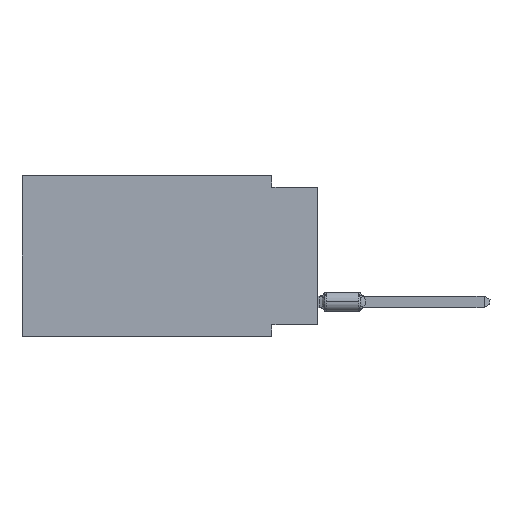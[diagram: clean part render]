
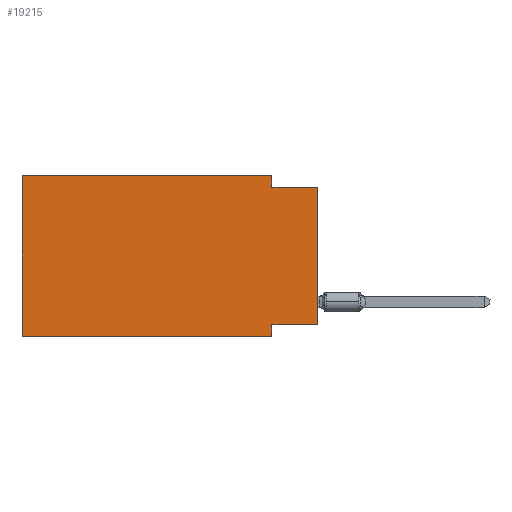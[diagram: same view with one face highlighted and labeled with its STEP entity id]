
A CAD part, left-side view. The second image highlights one B-rep face of the part: STEP entity #19215.
In plain terms, the highlighted planar face has unit normal (-1, 0, 0).
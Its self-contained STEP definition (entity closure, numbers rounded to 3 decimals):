
#82 = DIRECTION ( 'NONE',  ( 0., 0., -1. ) ) ;
#721 = ORIENTED_EDGE ( 'NONE', *, *, #6352, .F. ) ;
#891 = ORIENTED_EDGE ( 'NONE', *, *, #8966, .T. ) ;
#938 = DIRECTION ( 'NONE',  ( 0., 0., 1. ) ) ;
#1306 = EDGE_LOOP ( 'NONE', ( #7612, #29727, #1692, #19090, #5881, #891, #721, #26087 ) ) ;
#1692 = ORIENTED_EDGE ( 'NONE', *, *, #26749, .F. ) ;
#2536 = VERTEX_POINT ( 'NONE', #3502 ) ;
#3076 = DIRECTION ( 'NONE',  ( 0., 1., 0. ) ) ;
#3354 = CARTESIAN_POINT ( 'NONE',  ( 0., 16.383, 0. ) ) ;
#3502 = CARTESIAN_POINT ( 'NONE',  ( 0., 0., -0.635 ) ) ;
#3832 = LINE ( 'NONE', #17185, #11981 ) ;
#4215 = VECTOR ( 'NONE', #18989, 1000. ) ;
#4239 = DIRECTION ( 'NONE',  ( 0., 0., -1. ) ) ;
#4475 = CARTESIAN_POINT ( 'NONE',  ( 0., 16.383, 0. ) ) ;
#5168 = CARTESIAN_POINT ( 'NONE',  ( 0., 2.54, 0. ) ) ;
#5262 = VECTOR ( 'NONE', #938, 1000. ) ;
#5881 = ORIENTED_EDGE ( 'NONE', *, *, #29227, .F. ) ;
#6352 = EDGE_CURVE ( 'NONE', #13485, #29195, #16280, .T. ) ;
#6446 = LINE ( 'NONE', #4475, #19221 ) ;
#6525 = LINE ( 'NONE', #15784, #26164 ) ;
#6885 = EDGE_CURVE ( 'NONE', #16423, #16955, #6446, .T. ) ;
#7296 = VECTOR ( 'NONE', #3076, 1000. ) ;
#7449 = LINE ( 'NONE', #23831, #7296 ) ;
#7612 = ORIENTED_EDGE ( 'NONE', *, *, #12726, .T. ) ;
#7900 = CARTESIAN_POINT ( 'NONE',  ( 0., 2.54, -8.89 ) ) ;
#8455 = CARTESIAN_POINT ( 'NONE',  ( 0., 16.383, 0. ) ) ;
#8518 = VECTOR ( 'NONE', #82, 1000. ) ;
#8600 = PLANE ( 'NONE',  #25114 ) ;
#8966 = EDGE_CURVE ( 'NONE', #18390, #29195, #3832, .T. ) ;
#11192 = DIRECTION ( 'NONE',  ( 0., 0., -1. ) ) ;
#11294 = DIRECTION ( 'NONE',  ( 0., -1., 0. ) ) ;
#11981 = VECTOR ( 'NONE', #13072, 1000. ) ;
#12726 = EDGE_CURVE ( 'NONE', #14449, #2536, #6525, .T. ) ;
#13072 = DIRECTION ( 'NONE',  ( 0., -1., 0. ) ) ;
#13342 = LINE ( 'NONE', #25314, #24404 ) ;
#13485 = VERTEX_POINT ( 'NONE', #21427 ) ;
#14143 = LINE ( 'NONE', #19133, #4215 ) ;
#14449 = VERTEX_POINT ( 'NONE', #25783 ) ;
#15784 = CARTESIAN_POINT ( 'NONE',  ( 0., 0., 0. ) ) ;
#16280 = LINE ( 'NONE', #20838, #8518 ) ;
#16423 = VERTEX_POINT ( 'NONE', #8455 ) ;
#16953 = EDGE_CURVE ( 'NONE', #14449, #13485, #7449, .T. ) ;
#16955 = VERTEX_POINT ( 'NONE', #5168 ) ;
#17185 = CARTESIAN_POINT ( 'NONE',  ( 0., 16.383, -8.89 ) ) ;
#18390 = VERTEX_POINT ( 'NONE', #20099 ) ;
#18989 = DIRECTION ( 'NONE',  ( 0., -1., 0. ) ) ;
#19090 = ORIENTED_EDGE ( 'NONE', *, *, #6885, .F. ) ;
#19133 = CARTESIAN_POINT ( 'NONE',  ( 0., 0., -0.635 ) ) ;
#19215 = ADVANCED_FACE ( 'NONE', ( #22116 ), #8600, .F. ) ;
#19221 = VECTOR ( 'NONE', #11294, 1000. ) ;
#19999 = DIRECTION ( 'NONE',  ( 1., 0., 0. ) ) ;
#20099 = CARTESIAN_POINT ( 'NONE',  ( 0., 16.383, -8.89 ) ) ;
#20452 = EDGE_CURVE ( 'NONE', #20743, #2536, #14143, .T. ) ;
#20743 = VERTEX_POINT ( 'NONE', #23041 ) ;
#20838 = CARTESIAN_POINT ( 'NONE',  ( 0., 2.54, -8.89 ) ) ;
#21427 = CARTESIAN_POINT ( 'NONE',  ( 0., 2.54, -8.255 ) ) ;
#22116 = FACE_OUTER_BOUND ( 'NONE', #1306, .T. ) ;
#22761 = DIRECTION ( 'NONE',  ( 0., 0., 1. ) ) ;
#23041 = CARTESIAN_POINT ( 'NONE',  ( 0., 2.54, -0.635 ) ) ;
#23831 = CARTESIAN_POINT ( 'NONE',  ( 0., 0., -8.255 ) ) ;
#24404 = VECTOR ( 'NONE', #4239, 1000. ) ;
#25114 = AXIS2_PLACEMENT_3D ( 'NONE', #29560, #19999, #11192 ) ;
#25314 = CARTESIAN_POINT ( 'NONE',  ( 0., 2.54, 0. ) ) ;
#25783 = CARTESIAN_POINT ( 'NONE',  ( 0., 0., -8.255 ) ) ;
#26087 = ORIENTED_EDGE ( 'NONE', *, *, #16953, .F. ) ;
#26164 = VECTOR ( 'NONE', #22761, 1000. ) ;
#26543 = LINE ( 'NONE', #3354, #5262 ) ;
#26749 = EDGE_CURVE ( 'NONE', #16955, #20743, #13342, .T. ) ;
#29195 = VERTEX_POINT ( 'NONE', #7900 ) ;
#29227 = EDGE_CURVE ( 'NONE', #18390, #16423, #26543, .T. ) ;
#29560 = CARTESIAN_POINT ( 'NONE',  ( 0., 16.383, 0. ) ) ;
#29727 = ORIENTED_EDGE ( 'NONE', *, *, #20452, .F. ) ;
